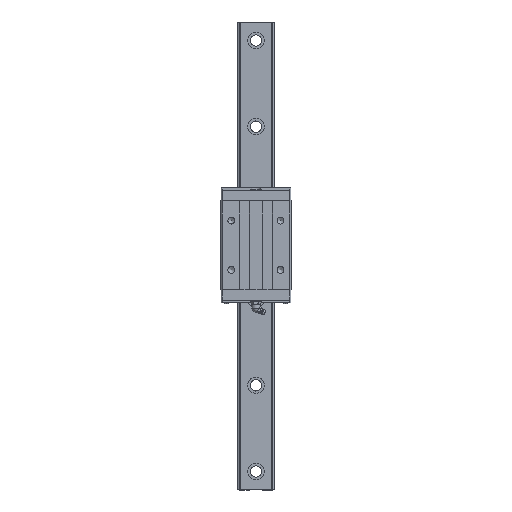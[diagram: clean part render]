
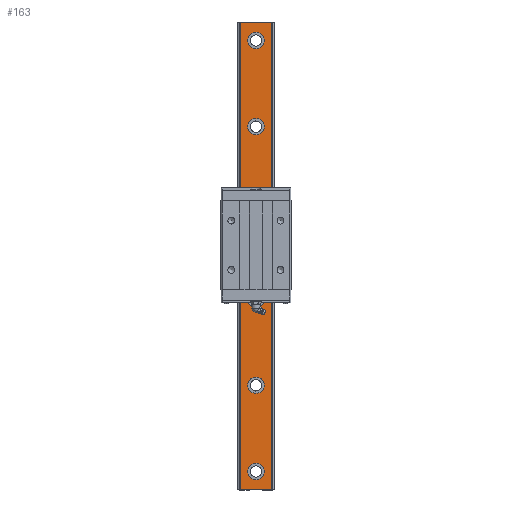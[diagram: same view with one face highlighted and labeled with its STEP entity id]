
A CAD part, top view. The second image highlights one B-rep face of the part: STEP entity #163.
In plain terms, the highlighted planar face has unit normal (0, 0, 1).
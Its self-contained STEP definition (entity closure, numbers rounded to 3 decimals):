
#28 = VECTOR ( 'NONE', #5623, 1000. ) ;
#29 = EDGE_CURVE ( 'NONE', #8309, #8309, #5529, .T. ) ;
#153 = VERTEX_POINT ( 'NONE', #9220 ) ;
#163 = ADVANCED_FACE ( 'NONE', ( #9669, #9642, #7050, #6099, #4134, #360, #644 ), #688, .T. ) ;
#217 = EDGE_CURVE ( 'NONE', #4761, #10645, #4296, .T. ) ;
#283 = ORIENTED_EDGE ( 'NONE', *, *, #6479, .T. ) ;
#358 = EDGE_LOOP ( 'NONE', ( #8057 ) ) ;
#360 = FACE_BOUND ( 'NONE', #1611, .T. ) ;
#428 = DIRECTION ( 'NONE',  ( 0., 0., -1. ) ) ;
#500 = CARTESIAN_POINT ( 'NONE',  ( -19.2, 570., 16. ) ) ;
#644 = FACE_BOUND ( 'NONE', #2828, .T. ) ;
#688 = PLANE ( 'NONE',  #1116 ) ;
#799 = AXIS2_PLACEMENT_3D ( 'NONE', #7465, #6351, #5244 ) ;
#888 = CARTESIAN_POINT ( 'NONE',  ( 0., 232.5, 16. ) ) ;
#894 = VECTOR ( 'NONE', #2432, 1000. ) ;
#1116 = AXIS2_PLACEMENT_3D ( 'NONE', #8137, #7023, #5915 ) ;
#1214 = ORIENTED_EDGE ( 'NONE', *, *, #8727, .T. ) ;
#1447 = CARTESIAN_POINT ( 'NONE',  ( -19.2, 0., 16. ) ) ;
#1495 = LINE ( 'NONE', #6740, #28 ) ;
#1543 = CARTESIAN_POINT ( 'NONE',  ( 0., 22.5, 16. ) ) ;
#1611 = EDGE_LOOP ( 'NONE', ( #9112 ) ) ;
#1615 = LINE ( 'NONE', #500, #9259 ) ;
#1797 = CIRCLE ( 'NONE', #5254, 10. ) ;
#2103 = DIRECTION ( 'NONE',  ( 0., 1., 0. ) ) ;
#2356 = EDGE_LOOP ( 'NONE', ( #5749 ) ) ;
#2432 = DIRECTION ( 'NONE',  ( -1., 0., 0. ) ) ;
#2559 = ORIENTED_EDGE ( 'NONE', *, *, #10145, .T. ) ;
#2795 = EDGE_LOOP ( 'NONE', ( #2559, #4185, #1214, #7306 ) ) ;
#2828 = EDGE_LOOP ( 'NONE', ( #283 ) ) ;
#2978 = EDGE_CURVE ( 'NONE', #7798, #7798, #8211, .T. ) ;
#3184 = CARTESIAN_POINT ( 'NONE',  ( 19.2, 570., 16. ) ) ;
#3284 = DIRECTION ( 'NONE',  ( 1., 0., 0. ) ) ;
#3362 = ORIENTED_EDGE ( 'NONE', *, *, #2978, .T. ) ;
#3419 = CARTESIAN_POINT ( 'NONE',  ( 10., 22.5, 16. ) ) ;
#3514 = CARTESIAN_POINT ( 'NONE',  ( 0., 570., 16. ) ) ;
#4134 = FACE_BOUND ( 'NONE', #2356, .T. ) ;
#4185 = ORIENTED_EDGE ( 'NONE', *, *, #9700, .T. ) ;
#4296 = LINE ( 'NONE', #3184, #4795 ) ;
#4398 = DIRECTION ( 'NONE',  ( 0., 0., -1. ) ) ;
#4449 = VERTEX_POINT ( 'NONE', #1447 ) ;
#4534 = VERTEX_POINT ( 'NONE', #3419 ) ;
#4630 = LINE ( 'NONE', #3514, #894 ) ;
#4761 = VERTEX_POINT ( 'NONE', #6356 ) ;
#4795 = VECTOR ( 'NONE', #2103, 1000. ) ;
#4865 = CARTESIAN_POINT ( 'NONE',  ( 10., 547.5, 16. ) ) ;
#5117 = CIRCLE ( 'NONE', #7478, 10. ) ;
#5199 = CIRCLE ( 'NONE', #799, 10. ) ;
#5244 = DIRECTION ( 'NONE',  ( 1., 0., 0. ) ) ;
#5254 = AXIS2_PLACEMENT_3D ( 'NONE', #1543, #428, #10060 ) ;
#5281 = DIRECTION ( 'NONE',  ( 1., 0., 0. ) ) ;
#5370 = CARTESIAN_POINT ( 'NONE',  ( 10., 442.5, 16. ) ) ;
#5412 = AXIS2_PLACEMENT_3D ( 'NONE', #888, #10500, #9412 ) ;
#5495 = CARTESIAN_POINT ( 'NONE',  ( 0., 337.5, 16. ) ) ;
#5529 = CIRCLE ( 'NONE', #5412, 10. ) ;
#5623 = DIRECTION ( 'NONE',  ( 1., 0., 0. ) ) ;
#5749 = ORIENTED_EDGE ( 'NONE', *, *, #7335, .T. ) ;
#5915 = DIRECTION ( 'NONE',  ( 1., 0., 0. ) ) ;
#5967 = VERTEX_POINT ( 'NONE', #4865 ) ;
#6099 = FACE_BOUND ( 'NONE', #8799, .T. ) ;
#6152 = EDGE_CURVE ( 'NONE', #8948, #8948, #7557, .T. ) ;
#6351 = DIRECTION ( 'NONE',  ( 0., 0., -1. ) ) ;
#6356 = CARTESIAN_POINT ( 'NONE',  ( 19.2, 0., 16. ) ) ;
#6392 = DIRECTION ( 'NONE',  ( 0., 0., -1. ) ) ;
#6479 = EDGE_CURVE ( 'NONE', #4534, #4534, #1797, .T. ) ;
#6495 = VERTEX_POINT ( 'NONE', #5370 ) ;
#6521 = AXIS2_PLACEMENT_3D ( 'NONE', #5495, #4398, #3284 ) ;
#6689 = CARTESIAN_POINT ( 'NONE',  ( 10., 127.5, 16. ) ) ;
#6740 = CARTESIAN_POINT ( 'NONE',  ( 0., 0., 16. ) ) ;
#6888 = CARTESIAN_POINT ( 'NONE',  ( 19.2, 570., 16. ) ) ;
#7023 = DIRECTION ( 'NONE',  ( 0., 0., 1. ) ) ;
#7050 = FACE_BOUND ( 'NONE', #358, .T. ) ;
#7209 = CARTESIAN_POINT ( 'NONE',  ( 10., 232.5, 16. ) ) ;
#7306 = ORIENTED_EDGE ( 'NONE', *, *, #217, .T. ) ;
#7335 = EDGE_CURVE ( 'NONE', #6495, #6495, #5117, .T. ) ;
#7444 = ORIENTED_EDGE ( 'NONE', *, *, #6152, .T. ) ;
#7465 = CARTESIAN_POINT ( 'NONE',  ( 0., 547.5, 16. ) ) ;
#7478 = AXIS2_PLACEMENT_3D ( 'NONE', #10351, #9271, #8191 ) ;
#7506 = CARTESIAN_POINT ( 'NONE',  ( 0., 127.5, 16. ) ) ;
#7557 = CIRCLE ( 'NONE', #6521, 10. ) ;
#7798 = VERTEX_POINT ( 'NONE', #6689 ) ;
#7853 = CARTESIAN_POINT ( 'NONE',  ( 10., 337.5, 16. ) ) ;
#8057 = ORIENTED_EDGE ( 'NONE', *, *, #29, .T. ) ;
#8137 = CARTESIAN_POINT ( 'NONE',  ( 0., 570., 16. ) ) ;
#8191 = DIRECTION ( 'NONE',  ( 1., 0., 0. ) ) ;
#8211 = CIRCLE ( 'NONE', #10655, 10. ) ;
#8309 = VERTEX_POINT ( 'NONE', #7209 ) ;
#8512 = EDGE_CURVE ( 'NONE', #5967, #5967, #5199, .T. ) ;
#8727 = EDGE_CURVE ( 'NONE', #4449, #4761, #1495, .T. ) ;
#8799 = EDGE_LOOP ( 'NONE', ( #7444 ) ) ;
#8948 = VERTEX_POINT ( 'NONE', #7853 ) ;
#9112 = ORIENTED_EDGE ( 'NONE', *, *, #8512, .T. ) ;
#9220 = CARTESIAN_POINT ( 'NONE',  ( -19.2, 570., 16. ) ) ;
#9259 = VECTOR ( 'NONE', #10129, 1000. ) ;
#9271 = DIRECTION ( 'NONE',  ( 0., 0., -1. ) ) ;
#9412 = DIRECTION ( 'NONE',  ( 1., 0., 0. ) ) ;
#9642 = FACE_BOUND ( 'NONE', #10642, .T. ) ;
#9669 = FACE_OUTER_BOUND ( 'NONE', #2795, .T. ) ;
#9700 = EDGE_CURVE ( 'NONE', #153, #4449, #1615, .T. ) ;
#10060 = DIRECTION ( 'NONE',  ( 1., 0., 0. ) ) ;
#10129 = DIRECTION ( 'NONE',  ( 0., -1., 0. ) ) ;
#10145 = EDGE_CURVE ( 'NONE', #10645, #153, #4630, .T. ) ;
#10351 = CARTESIAN_POINT ( 'NONE',  ( 0., 442.5, 16. ) ) ;
#10500 = DIRECTION ( 'NONE',  ( 0., 0., -1. ) ) ;
#10642 = EDGE_LOOP ( 'NONE', ( #3362 ) ) ;
#10645 = VERTEX_POINT ( 'NONE', #6888 ) ;
#10655 = AXIS2_PLACEMENT_3D ( 'NONE', #7506, #6392, #5281 ) ;
